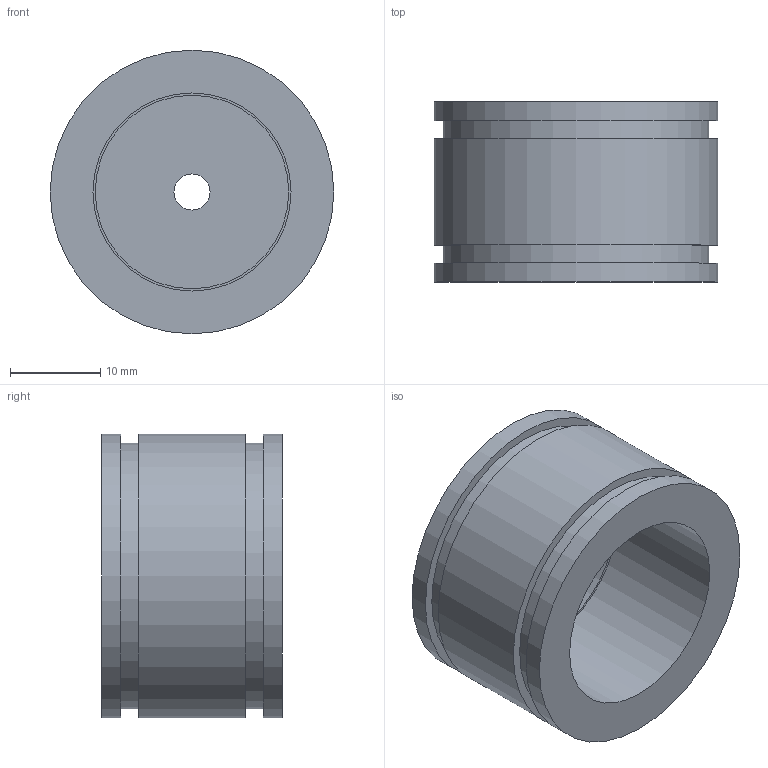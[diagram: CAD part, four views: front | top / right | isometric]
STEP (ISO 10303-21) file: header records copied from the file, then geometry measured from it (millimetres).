
FILE_DESCRIPTION(/* description */ ('STEP AP203'),/* implementation_level */ '2;1');
FILE_NAME(/* name */ '',/* time_stamp */ '2026-01-05T15:13:33+03:00',/* author */ ('User'),/* organization */ ('UNSPECIFIED'),/* preprocessor_version */ 'ST-DEVELOPER v20',/* originating_system */ 'Autodesk Inventor 2024',/* authorisation */ '');
FILE_SCHEMA (('AUTOMOTIVE_DESIGN { 1 0 10303 214 3 1 1 }'));
Length unit declared in the file: millimetre
Products named in the file (1): колесо
Bounding box: 31.5 x 20 x 31.5 mm (x, y, z)
Volume: 6858.7 mm3; surface area: 5298.7 mm2
Topology: 1 solids, 1 shells, 18 faces, 27 edges, 19 vertices
Faces by surface type: cylinder 9, plane 9
Full cylindrical faces by diameter (mm): 4 x1, 21.5 x1, 22 x1, 28 x1, 29.5 x2, 31.5 x3
Entity records: 470 total; most frequent: DIRECTION 83, CARTESIAN_POINT 65, ORIENTED_EDGE 54, AXIS2_PLACEMENT_3D 37, EDGE_LOOP 27, EDGE_CURVE 27, FACE_OUTER_BOUND 18, CIRCLE 18
